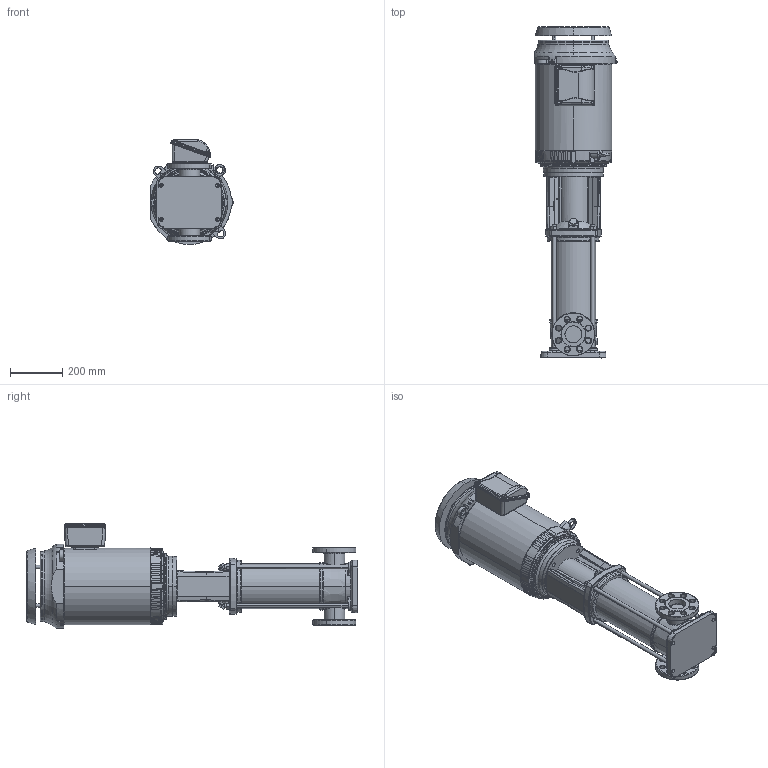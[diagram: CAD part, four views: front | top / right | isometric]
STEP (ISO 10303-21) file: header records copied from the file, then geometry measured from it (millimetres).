
FILE_DESCRIPTION (( 'STEP AP203' ), '1' );
FILE_NAME ('3303076 - MVI-75-7-15 HP-254TC-304-E-208-230_460~3.step', '2022-03-30T17:02:22', ( '' ), ( '' ), 'SwSTEP 2.0', 'SolidWorks 2021', '' );
FILE_SCHEMA (( 'CONFIG_CONTROL_DESIGN' ));
Length unit declared in the file: inch
Products named in the file (5): 2700100 - NEMA V2 15 HP 254_6TC 208-230_460~3 TEFC; 3303076 - MVI-75-7-15 HP-254TC-304-E-208-230_460~3; TEFC MOTOR_2700100 - NEMA V2 15 HP 254_6TC 208-230_460~3 TEFC; sbi_n_15-7_flange(NEMA); MVI PEO - [304-EPDM]_3304076 - MVI-75-7-15 HP-254TC-304-E-S
Assembly tree (4 placements, depth 3):
  3303076 - MVI-75-7-15 HP-254TC-304-E-208-230_460~3
    MVI PEO - [304-EPDM]_3304076 - MVI-75-7-15 HP-254TC-304-E-S
      sbi_n_15-7_flange(NEMA)
    TEFC MOTOR_2700100 - NEMA V2 15 HP 254_6TC 208-230_460~3 TEFC
      2700100 - NEMA V2 15 HP 254_6TC 208-230_460~3 TEFC
Bounding box: 315.14 x 1267.96 x 400.99 mm (x, y, z)
Volume: 54494477.3 mm3; surface area: 1888231.3 mm2
Topology: 4 solids, 26 shells, 6066 faces, 16113 edges, 10566 vertices
Faces by surface type: plane 2878, cylinder 2261, bspline 484, cone 319, torus 121, sphere 3
Entity records: 238510 total; most frequent: CARTESIAN_POINT 89473, ORIENTED_EDGE 32164, DIRECTION 29570, EDGE_CURVE 16082, VERTEX_POINT 10566, AXIS2_PLACEMENT_3D 10463, LINE 8644, VECTOR 8644
